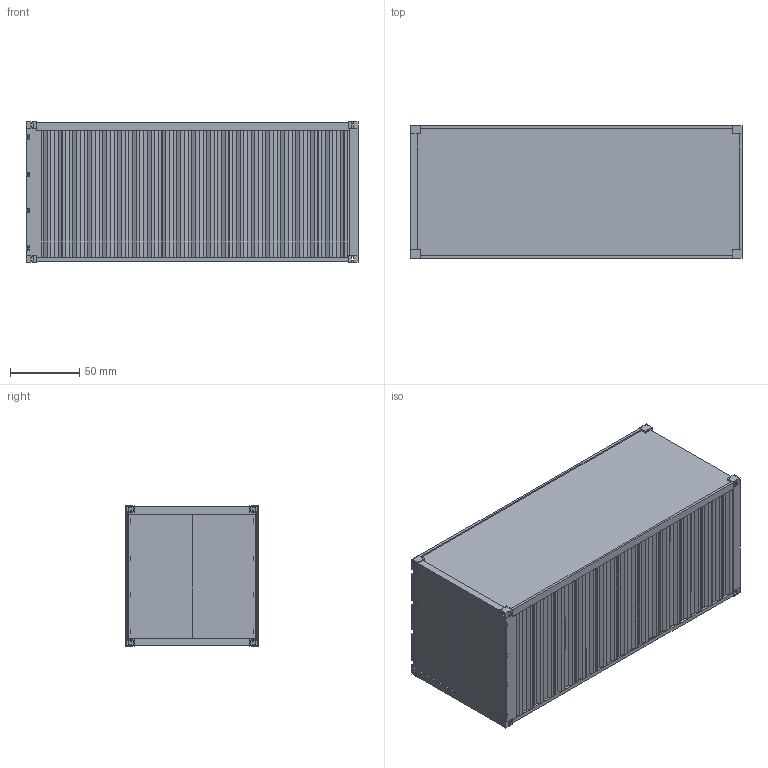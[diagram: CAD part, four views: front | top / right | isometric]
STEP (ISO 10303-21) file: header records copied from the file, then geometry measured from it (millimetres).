
FILE_DESCRIPTION(('STEP AP203'),'1');
FILE_SCHEMA(('CONFIG_CONTROL_DESIGN'));
Length unit declared in the file: millimetre
Products named in the file (29): 1; 2; 3; 4; 5; 6; 7; 8; 9; 10; 11; 12; 13; 14; 15; 16; 17; 18; 19; 20; 21; 22; 23; 24; 25; 26; 27; 28; 29
Bounding box: 240.47 x 96 x 102 mm (x, y, z)
Volume: 177991.8 mm3; surface area: 238589.6 mm2
Topology: 29 solids, 29 shells, 960 faces, 2642 edges, 1756 vertices
Faces by surface type: plane 836, cylinder 124
Full cylindrical faces by diameter (mm): 0.5 x2, 0.625 x10
Entity records: 31410 total; most frequent: CARTESIAN_POINT 5375, ORIENTED_EDGE 5260, DIRECTION 4856, EDGE_CURVE 2630, LINE 2382, VECTOR 2382, VERTEX_POINT 1756, AXIS2_PLACEMENT_3D 1237
